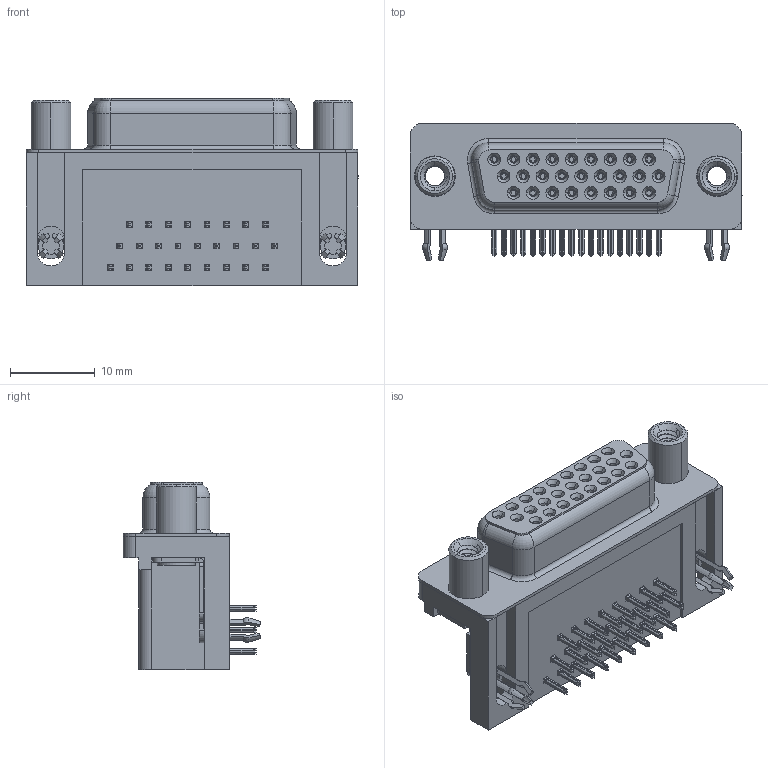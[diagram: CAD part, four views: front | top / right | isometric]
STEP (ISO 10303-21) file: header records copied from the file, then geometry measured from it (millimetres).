
FILE_DESCRIPTION (( 'STEP AP203' ), '1' );
FILE_NAME ('634-026-663-540.STEP', '2018-11-10T00:07:42', ( '' ), ( '' ), 'SwSTEP 2.0', 'SolidWorks 2016', '' );
FILE_SCHEMA (( 'CONFIG_CONTROL_DESIGN' ));
Length unit declared in the file: millimetre
Products named in the file (8): Round Threaded Standoff; 634-026-663-540; 634 Housing_26 Socket; 634 Shell_26 Socket; Contact Bottom; Contact Middle; Contact Top; 4 Prong Board Lock
Assembly tree (32 placements, depth 2):
  634-026-663-540
    634 Housing_26 Socket
    634 Shell_26 Socket
    Contact Bottom  x8
    Contact Middle  x9
    Contact Top  x9
    4 Prong Board Lock  x2
    Round Threaded Standoff  x2
Bounding box: 39.22 x 16.25 x 22.1 mm (x, y, z)
Volume: 6465.9 mm3; surface area: 9353.1 mm2
Topology: 32 solids, 32 shells, 4095 faces, 10822 edges, 6814 vertices
Faces by surface type: plane 1805, cylinder 952, bspline 920, cone 364, torus 54
Entity records: 38905 total; most frequent: CARTESIAN_POINT 12802, ORIENTED_EDGE 5316, DIRECTION 4724, EDGE_CURVE 2658, VERTEX_POINT 1700, VECTOR 1660, LINE 1660, AXIS2_PLACEMENT_3D 1532
